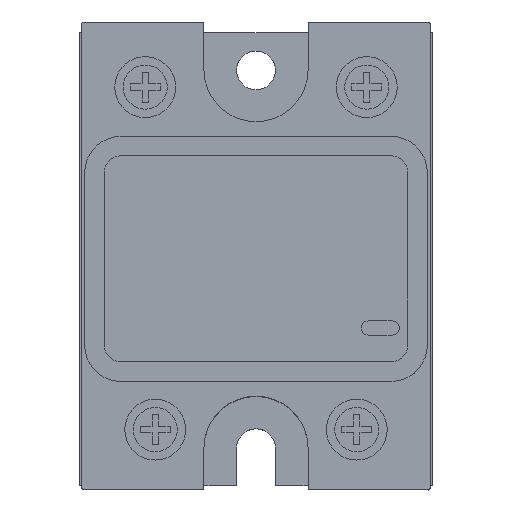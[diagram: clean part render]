
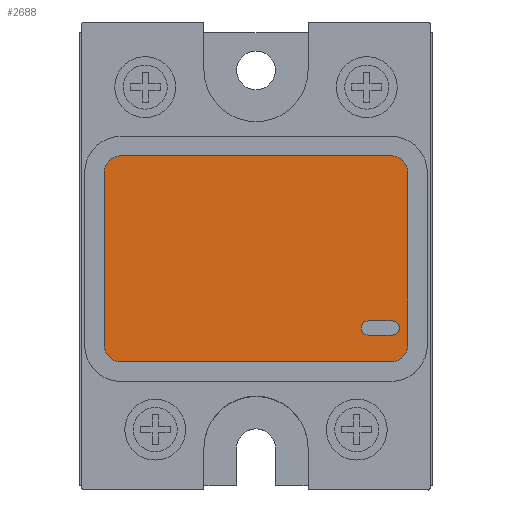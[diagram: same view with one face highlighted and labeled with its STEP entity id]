
A CAD part, top view. The second image highlights one B-rep face of the part: STEP entity #2688.
In plain terms, the highlighted face is planar.
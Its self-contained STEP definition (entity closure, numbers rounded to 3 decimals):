
#823=CARTESIAN_POINT('',(-17.019,27.693,-10.868));
#824=DIRECTION('',(0.,-1.,0.));
#825=DIRECTION('',(-1.,0.,0.));
#826=AXIS2_PLACEMENT_3D('',#823,#824,#825);
#828=DIRECTION('',(1.,0.,0.));
#829=VECTOR('',#828,34.037);
#830=CARTESIAN_POINT('',(-17.018,27.693,-12.989));
#831=LINE('',#830,#829);
#832=CARTESIAN_POINT('',(17.019,27.693,-10.868));
#833=DIRECTION('',(0.,-1.,0.));
#834=DIRECTION('',(0.,0.,-1.));
#835=AXIS2_PLACEMENT_3D('',#832,#833,#834);
#837=DIRECTION('',(0.,0.,1.));
#838=VECTOR('',#837,21.735);
#839=CARTESIAN_POINT('',(19.14,27.693,-10.867));
#840=LINE('',#839,#838);
#841=CARTESIAN_POINT('',(17.019,27.693,10.868));
#842=DIRECTION('',(0.,-1.,0.));
#843=DIRECTION('',(1.,0.,0.));
#844=AXIS2_PLACEMENT_3D('',#841,#842,#843);
#846=DIRECTION('',(-1.,0.,0.));
#847=VECTOR('',#846,34.037);
#848=CARTESIAN_POINT('',(17.018,27.693,12.989));
#849=LINE('',#848,#847);
#850=CARTESIAN_POINT('',(-17.019,27.693,10.868));
#851=DIRECTION('',(0.,-1.,0.));
#852=DIRECTION('',(0.,0.,1.));
#853=AXIS2_PLACEMENT_3D('',#850,#851,#852);
#855=DIRECTION('',(0.,0.,-1.));
#856=VECTOR('',#855,21.735);
#857=CARTESIAN_POINT('',(-19.14,27.693,10.867));
#858=LINE('',#857,#856);
#859=CARTESIAN_POINT('',(-14.148,27.693,-8.717));
#860=DIRECTION('',(0.,1.,0.));
#861=DIRECTION('',(0.,0.,1.));
#862=AXIS2_PLACEMENT_3D('',#859,#860,#861);
#864=CARTESIAN_POINT('',(-14.148,27.693,-8.717));
#865=DIRECTION('',(0.,1.,0.));
#866=DIRECTION('',(1.,0.,0.));
#867=AXIS2_PLACEMENT_3D('',#864,#865,#866);
#869=CARTESIAN_POINT('',(-17.17,27.693,-8.717));
#870=DIRECTION('',(0.,1.,0.));
#871=DIRECTION('',(0.,0.,-1.));
#872=AXIS2_PLACEMENT_3D('',#869,#870,#871);
#874=CARTESIAN_POINT('',(-17.17,27.693,-8.717));
#875=DIRECTION('',(0.,1.,0.));
#876=DIRECTION('',(-1.,0.,0.));
#877=AXIS2_PLACEMENT_3D('',#874,#875,#876);
#887=DIRECTION('',(-1.,0.,0.));
#888=VECTOR('',#887,3.023);
#889=CARTESIAN_POINT('',(-14.148,27.693,-7.828));
#890=LINE('',#889,#888);
#899=DIRECTION('',(1.,0.,0.));
#900=VECTOR('',#899,3.023);
#901=CARTESIAN_POINT('',(-17.17,27.693,-9.606));
#902=LINE('',#901,#900);
#1505=CARTESIAN_POINT('',(-17.018,27.693,-12.989));
#1506=VERTEX_POINT('',#1505);
#1507=CARTESIAN_POINT('',(-19.14,27.693,-10.869));
#1508=VERTEX_POINT('',#1507);
#1509=CARTESIAN_POINT('',(17.019,27.693,-12.989));
#1510=VERTEX_POINT('',#1509);
#1511=CARTESIAN_POINT('',(19.14,27.693,-10.867));
#1512=VERTEX_POINT('',#1511);
#1513=CARTESIAN_POINT('',(19.14,27.693,10.868));
#1514=VERTEX_POINT('',#1513);
#1515=CARTESIAN_POINT('',(17.018,27.693,12.989));
#1516=VERTEX_POINT('',#1515);
#1517=CARTESIAN_POINT('',(-17.019,27.693,12.989));
#1518=VERTEX_POINT('',#1517);
#1519=CARTESIAN_POINT('',(-19.14,27.693,10.867));
#1520=VERTEX_POINT('',#1519);
#1521=CARTESIAN_POINT('',(-14.148,27.693,-7.828));
#1522=CARTESIAN_POINT('',(-13.259,27.693,-8.717));
#1523=VERTEX_POINT('',#1521);
#1524=VERTEX_POINT('',#1522);
#1525=CARTESIAN_POINT('',(-14.148,27.693,-9.606));
#1526=VERTEX_POINT('',#1525);
#1527=CARTESIAN_POINT('',(-17.17,27.693,-9.606));
#1528=VERTEX_POINT('',#1527);
#1529=CARTESIAN_POINT('',(-18.059,27.693,-8.717));
#1530=VERTEX_POINT('',#1529);
#1531=CARTESIAN_POINT('',(-17.17,27.693,-7.828));
#1532=VERTEX_POINT('',#1531);
#2659=CARTESIAN_POINT('',(0.,27.693,0.));
#2660=DIRECTION('',(0.,1.,0.));
#2661=DIRECTION('',(1.,0.,0.));
#2662=AXIS2_PLACEMENT_3D('',#2659,#2660,#2661);
#2663=PLANE('',#2662);
#2664=ORIENTED_EDGE('',*,*,#2555,.T.);
#2665=ORIENTED_EDGE('',*,*,#2570,.T.);
#2666=ORIENTED_EDGE('',*,*,#2584,.T.);
#2667=ORIENTED_EDGE('',*,*,#2598,.T.);
#2668=ORIENTED_EDGE('',*,*,#2612,.T.);
#2669=ORIENTED_EDGE('',*,*,#2626,.T.);
#2670=ORIENTED_EDGE('',*,*,#2640,.T.);
#2671=ORIENTED_EDGE('',*,*,#2653,.T.);
#2672=EDGE_LOOP('',(#2664,#2665,#2666,#2667,#2668,#2669,#2670,#2671));
#2673=FACE_OUTER_BOUND('',#2672,.F.);
#2675=ORIENTED_EDGE('',*,*,#2674,.T.);
#2677=ORIENTED_EDGE('',*,*,#2676,.T.);
#2679=ORIENTED_EDGE('',*,*,#2678,.F.);
#2681=ORIENTED_EDGE('',*,*,#2680,.T.);
#2683=ORIENTED_EDGE('',*,*,#2682,.T.);
#2685=ORIENTED_EDGE('',*,*,#2684,.F.);
#2686=EDGE_LOOP('',(#2675,#2677,#2679,#2681,#2683,#2685));
#2687=FACE_BOUND('',#2686,.F.);
#827=CIRCLE('',#826,2.121);
#836=CIRCLE('',#835,2.121);
#845=CIRCLE('',#844,2.121);
#854=CIRCLE('',#853,2.121);
#863=CIRCLE('',#862,0.889);
#868=CIRCLE('',#867,0.889);
#873=CIRCLE('',#872,0.889);
#878=CIRCLE('',#877,0.889);
#2555=EDGE_CURVE('',#1508,#1506,#827,.T.);
#2570=EDGE_CURVE('',#1506,#1510,#831,.T.);
#2584=EDGE_CURVE('',#1510,#1512,#836,.T.);
#2598=EDGE_CURVE('',#1512,#1514,#840,.T.);
#2612=EDGE_CURVE('',#1514,#1516,#845,.T.);
#2626=EDGE_CURVE('',#1516,#1518,#849,.T.);
#2640=EDGE_CURVE('',#1518,#1520,#854,.T.);
#2653=EDGE_CURVE('',#1520,#1508,#858,.T.);
#2674=EDGE_CURVE('',#1523,#1524,#863,.T.);
#2676=EDGE_CURVE('',#1524,#1526,#868,.T.);
#2678=EDGE_CURVE('',#1528,#1526,#902,.T.);
#2680=EDGE_CURVE('',#1528,#1530,#873,.T.);
#2682=EDGE_CURVE('',#1530,#1532,#878,.T.);
#2684=EDGE_CURVE('',#1523,#1532,#890,.T.);
#2688=ADVANCED_FACE('',(#2673,#2687),#2663,.T.);
